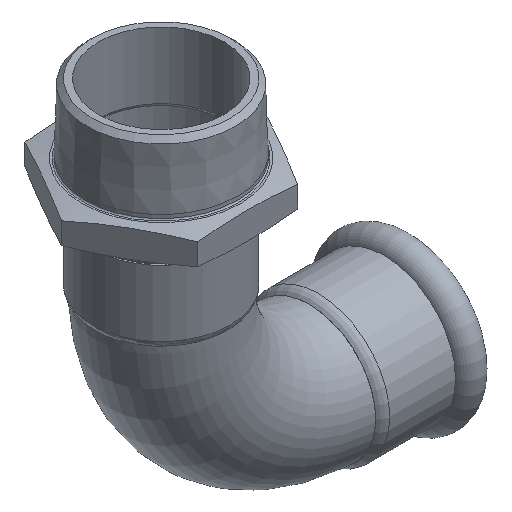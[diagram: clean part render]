
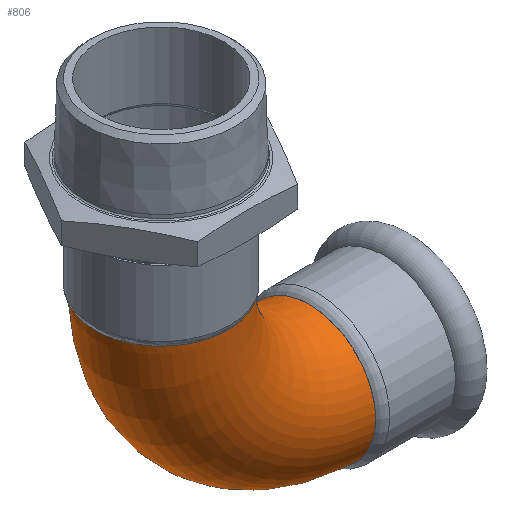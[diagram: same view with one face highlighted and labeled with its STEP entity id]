
A CAD part, isometric view. The second image highlights one B-rep face of the part: STEP entity #806.
In plain terms, the highlighted toroidal (fillet/blend) face has major radius 50 mm and minor radius 21 mm.
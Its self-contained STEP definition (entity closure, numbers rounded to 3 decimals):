
#65=TOROIDAL_SURFACE('',#941,50.,21.);
#107=FACE_OUTER_BOUND('',#157,.T.);
#157=EDGE_LOOP('',(#717,#718,#719,#720,#721,#722));
#162=B_SPLINE_CURVE_WITH_KNOTS('',3,(#1226,#1227,#1228,#1229,#1230,#1231,
#1232,#1233,#1234,#1235,#1236,#1237,#1238,#1239,#1240,#1241,#1242,#1243,
#1244,#1245,#1246,#1247,#1248,#1249),.UNSPECIFIED.,.F.,.F.,(4,2,2,2,2,2,
2,2,2,2,2,4),(-6.622,-6.299,-5.5,-4.677,
-3.861,-3.044,-2.216,-1.407,
-0.739,-0.326,-0.131,0.),
 .UNSPECIFIED.);
#164=B_SPLINE_CURVE_WITH_KNOTS('',3,(#1479,#1480,#1481,#1482,#1483,#1484,
#1485,#1486,#1487,#1488,#1489,#1490,#1491,#1492,#1493,#1494,#1495,#1496,
#1497,#1498,#1499,#1500,#1501,#1502),.UNSPECIFIED.,.F.,.F.,(4,2,2,2,2,2,
2,2,2,2,2,4),(-13.234,-12.79,-12.359,-11.526,
-10.698,-9.872,-9.042,-8.22,
-7.505,-6.962,-6.703,-6.618),
 .UNSPECIFIED.);
#165=B_SPLINE_CURVE_WITH_KNOTS('',3,(#1503,#1504,#1505,#1506,#1507,#1508,
#1509,#1510,#1511,#1512,#1513,#1514,#1515,#1516,#1517,#1518,#1519,#1520,
#1521,#1522,#1523,#1524),.UNSPECIFIED.,.F.,.F.,(4,2,2,2,2,2,2,2,2,2,4),
(-6.618,-6.483,-6.204,-5.468,
-4.626,-3.856,-3.108,-2.359,
-1.597,-0.812,0.),.UNSPECIFIED.);
#169=B_SPLINE_CURVE_WITH_KNOTS('',3,(#1637,#1638,#1639,#1640,#1641,#1642,
#1643,#1644,#1645,#1646,#1647,#1648,#1649,#1650,#1651,#1652,#1653,#1654,
#1655,#1656,#1657,#1658,#1659,#1660),.UNSPECIFIED.,.F.,.F.,(4,2,2,2,2,2,
2,2,2,2,2,4),(-13.242,-13.118,-12.929,-12.41,
-11.593,-10.817,-10.082,-9.359,-8.635,
-7.896,-7.124,-6.622),.UNSPECIFIED.);
#241=CIRCLE('',#942,29.);
#299=VERTEX_POINT('',#1222);
#300=VERTEX_POINT('',#1224);
#363=VERTEX_POINT('',#1477);
#364=VERTEX_POINT('',#1478);
#384=EDGE_CURVE('',#299,#300,#162,.T.);
#470=EDGE_CURVE('',#363,#364,#164,.T.);
#471=EDGE_CURVE('',#364,#363,#165,.T.);
#485=EDGE_CURVE('',#300,#299,#169,.T.);
#498=EDGE_CURVE('',#364,#300,#241,.T.);
#717=ORIENTED_EDGE('',*,*,#470,.T.);
#718=ORIENTED_EDGE('',*,*,#498,.T.);
#719=ORIENTED_EDGE('',*,*,#485,.T.);
#720=ORIENTED_EDGE('',*,*,#384,.T.);
#721=ORIENTED_EDGE('',*,*,#498,.F.);
#722=ORIENTED_EDGE('',*,*,#471,.T.);
#806=ADVANCED_FACE('',(#107),#65,.T.);
#941=AXIS2_PLACEMENT_3D('',#1685,#1196,#1197);
#942=AXIS2_PLACEMENT_3D('',#1686,#1198,#1199);
#1196=DIRECTION('center_axis',(0.,1.,0.));
#1197=DIRECTION('ref_axis',(0.,0.,1.));
#1198=DIRECTION('center_axis',(0.,-1.,0.));
#1199=DIRECTION('ref_axis',(0.,0.,1.));
#1222=CARTESIAN_POINT('',(-32.789,0.,-20.945));
#1224=CARTESIAN_POINT('',(-32.909,0.,21.146));
#1226=CARTESIAN_POINT('Ctrl Pts',(-32.789,0.,
-20.945));
#1227=CARTESIAN_POINT('Ctrl Pts',(-32.789,-1.071,-20.945));
#1228=CARTESIAN_POINT('Ctrl Pts',(-32.789,-2.142,-20.863));
#1229=CARTESIAN_POINT('Ctrl Pts',(-32.79,-5.836,-20.292));
#1230=CARTESIAN_POINT('Ctrl Pts',(-32.791,-8.366,-19.388));
#1231=CARTESIAN_POINT('Ctrl Pts',(-32.794,-13.024,-16.642));
#1232=CARTESIAN_POINT('Ctrl Pts',(-32.796,-15.092,-14.798));
#1233=CARTESIAN_POINT('Ctrl Pts',(-32.802,-18.386,-10.439));
#1234=CARTESIAN_POINT('Ctrl Pts',(-32.806,-19.59,-7.971));
#1235=CARTESIAN_POINT('Ctrl Pts',(-32.816,-20.991,-2.713));
#1236=CARTESIAN_POINT('Ctrl Pts',(-32.821,-21.175,0.029));
#1237=CARTESIAN_POINT('Ctrl Pts',(-32.835,-20.486,5.467));
#1238=CARTESIAN_POINT('Ctrl Pts',(-32.843,-19.605,8.111));
#1239=CARTESIAN_POINT('Ctrl Pts',(-32.861,-16.906,12.854));
#1240=CARTESIAN_POINT('Ctrl Pts',(-32.871,-15.135,14.921));
#1241=CARTESIAN_POINT('Ctrl Pts',(-32.887,-11.278,17.983));
#1242=CARTESIAN_POINT('Ctrl Pts',(-32.894,-9.325,19.083));
#1243=CARTESIAN_POINT('Ctrl Pts',(-32.903,-5.944,20.33));
#1244=CARTESIAN_POINT('Ctrl Pts',(-32.905,-4.609,20.678));
#1245=CARTESIAN_POINT('Ctrl Pts',(-32.908,-2.608,20.993));
#1246=CARTESIAN_POINT('Ctrl Pts',(-32.908,-1.962,21.064));
#1247=CARTESIAN_POINT('Ctrl Pts',(-32.909,-0.876,
21.132));
#1248=CARTESIAN_POINT('Ctrl Pts',(-32.909,-0.438,
21.146));
#1249=CARTESIAN_POINT('Ctrl Pts',(-32.909,0.,
21.146));
#1477=CARTESIAN_POINT('',(-100.972,0.,48.));
#1478=CARTESIAN_POINT('',(-58.937,0.,48.091));
#1479=CARTESIAN_POINT('Ctrl Pts',(-100.972,0.,
48.));
#1480=CARTESIAN_POINT('Ctrl Pts',(-100.972,1.479,48.));
#1481=CARTESIAN_POINT('Ctrl Pts',(-100.816,2.954,48.));
#1482=CARTESIAN_POINT('Ctrl Pts',(-100.204,5.807,48.001));
#1483=CARTESIAN_POINT('Ctrl Pts',(-99.759,7.179,48.001));
#1484=CARTESIAN_POINT('Ctrl Pts',(-98.054,11.031,48.003));
#1485=CARTESIAN_POINT('Ctrl Pts',(-96.44,13.321,48.004));
#1486=CARTESIAN_POINT('Ctrl Pts',(-92.424,17.132,48.009));
#1487=CARTESIAN_POINT('Ctrl Pts',(-90.065,18.619,48.012));
#1488=CARTESIAN_POINT('Ctrl Pts',(-84.914,20.593,48.019));
#1489=CARTESIAN_POINT('Ctrl Pts',(-82.174,21.064,48.023));
#1490=CARTESIAN_POINT('Ctrl Pts',(-76.657,20.922,48.034));
#1491=CARTESIAN_POINT('Ctrl Pts',(-73.934,20.307,48.04));
#1492=CARTESIAN_POINT('Ctrl Pts',(-68.904,18.068,48.053));
#1493=CARTESIAN_POINT('Ctrl Pts',(-66.642,16.475,48.06));
#1494=CARTESIAN_POINT('Ctrl Pts',(-63.103,12.769,48.073));
#1495=CARTESIAN_POINT('Ctrl Pts',(-61.761,10.777,48.078));
#1496=CARTESIAN_POINT('Ctrl Pts',(-60.041,6.952,48.086));
#1497=CARTESIAN_POINT('Ctrl Pts',(-59.515,5.213,48.089));
#1498=CARTESIAN_POINT('Ctrl Pts',(-59.078,2.577,48.091));
#1499=CARTESIAN_POINT('Ctrl Pts',(-58.99,1.719,48.091));
#1500=CARTESIAN_POINT('Ctrl Pts',(-58.943,0.572,48.091));
#1501=CARTESIAN_POINT('Ctrl Pts',(-58.937,0.286,48.091));
#1502=CARTESIAN_POINT('Ctrl Pts',(-58.937,0.,
48.091));
#1503=CARTESIAN_POINT('Ctrl Pts',(-58.937,0.,
48.091));
#1504=CARTESIAN_POINT('Ctrl Pts',(-58.937,-0.447,
48.091));
#1505=CARTESIAN_POINT('Ctrl Pts',(-58.951,-0.895,
48.091));
#1506=CARTESIAN_POINT('Ctrl Pts',(-59.04,-2.27,48.091));
#1507=CARTESIAN_POINT('Ctrl Pts',(-59.161,-3.194,48.09));
#1508=CARTESIAN_POINT('Ctrl Pts',(-59.824,-6.514,48.087));
#1509=CARTESIAN_POINT('Ctrl Pts',(-60.724,-8.818,48.083));
#1510=CARTESIAN_POINT('Ctrl Pts',(-63.461,-13.31,48.071));
#1511=CARTESIAN_POINT('Ctrl Pts',(-65.386,-15.389,48.064));
#1512=CARTESIAN_POINT('Ctrl Pts',(-69.744,-18.53,48.05));
#1513=CARTESIAN_POINT('Ctrl Pts',(-72.084,-19.638,48.044));
#1514=CARTESIAN_POINT('Ctrl Pts',(-76.976,-20.936,48.033));
#1515=CARTESIAN_POINT('Ctrl Pts',(-79.482,-21.142,48.028));
#1516=CARTESIAN_POINT('Ctrl Pts',(-84.45,-20.666,48.02));
#1517=CARTESIAN_POINT('Ctrl Pts',(-86.872,-19.988,48.016));
#1518=CARTESIAN_POINT('Ctrl Pts',(-91.406,-17.794,48.01));
#1519=CARTESIAN_POINT('Ctrl Pts',(-93.473,-16.282,48.008));
#1520=CARTESIAN_POINT('Ctrl Pts',(-97.018,-12.539,48.004));
#1521=CARTESIAN_POINT('Ctrl Pts',(-98.445,-10.321,48.002));
#1522=CARTESIAN_POINT('Ctrl Pts',(-100.448,-5.39,48.));
#1523=CARTESIAN_POINT('Ctrl Pts',(-100.972,-2.708,48.));
#1524=CARTESIAN_POINT('Ctrl Pts',(-100.972,0.,
48.));
#1637=CARTESIAN_POINT('Ctrl Pts',(-32.909,0.,
21.146));
#1638=CARTESIAN_POINT('Ctrl Pts',(-32.909,0.414,21.146));
#1639=CARTESIAN_POINT('Ctrl Pts',(-32.909,0.828,21.134));
#1640=CARTESIAN_POINT('Ctrl Pts',(-32.908,1.871,21.072));
#1641=CARTESIAN_POINT('Ctrl Pts',(-32.908,2.497,21.006));
#1642=CARTESIAN_POINT('Ctrl Pts',(-32.905,4.828,20.654));
#1643=CARTESIAN_POINT('Ctrl Pts',(-32.902,6.498,20.185));
#1644=CARTESIAN_POINT('Ctrl Pts',(-32.89,10.602,18.462));
#1645=CARTESIAN_POINT('Ctrl Pts',(-32.881,12.884,16.929));
#1646=CARTESIAN_POINT('Ctrl Pts',(-32.863,16.643,13.176));
#1647=CARTESIAN_POINT('Ctrl Pts',(-32.854,18.122,11.025));
#1648=CARTESIAN_POINT('Ctrl Pts',(-32.838,20.172,6.421));
#1649=CARTESIAN_POINT('Ctrl Pts',(-32.831,20.772,4.025));
#1650=CARTESIAN_POINT('Ctrl Pts',(-32.82,21.118,-0.823));
#1651=CARTESIAN_POINT('Ctrl Pts',(-32.815,20.876,-3.237));
#1652=CARTESIAN_POINT('Ctrl Pts',(-32.806,19.586,-7.883));
#1653=CARTESIAN_POINT('Ctrl Pts',(-32.803,18.544,-10.08));
#1654=CARTESIAN_POINT('Ctrl Pts',(-32.797,15.732,-14.066));
#1655=CARTESIAN_POINT('Ctrl Pts',(-32.795,13.969,-15.813));
#1656=CARTESIAN_POINT('Ctrl Pts',(-32.792,9.826,-18.68));
#1657=CARTESIAN_POINT('Ctrl Pts',(-32.791,7.458,-19.743));
#1658=CARTESIAN_POINT('Ctrl Pts',(-32.789,3.331,-20.747));
#1659=CARTESIAN_POINT('Ctrl Pts',(-32.789,1.666,-20.945));
#1660=CARTESIAN_POINT('Ctrl Pts',(-32.789,0.,
-20.945));
#1685=CARTESIAN_POINT('Origin',(-30.,0.,50.));
#1686=CARTESIAN_POINT('Origin',(-30.,0.,50.));
